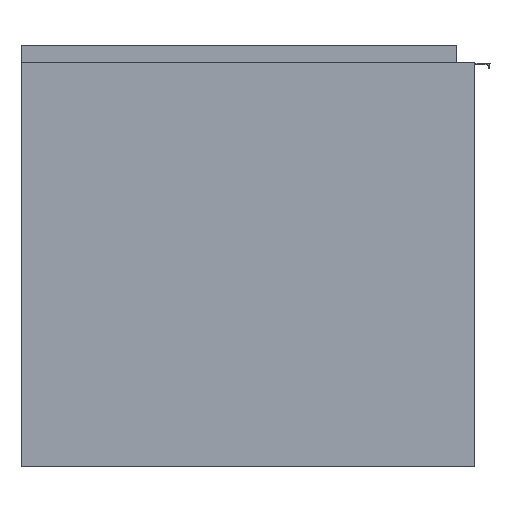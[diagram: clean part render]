
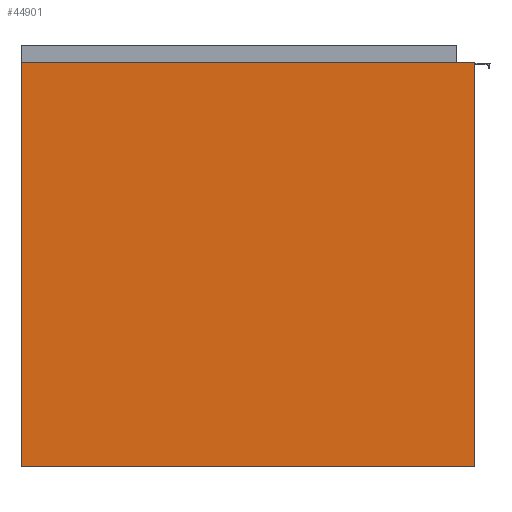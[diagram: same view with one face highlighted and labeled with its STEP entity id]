
A CAD part, left-side view. The second image highlights one B-rep face of the part: STEP entity #44901.
In plain terms, the highlighted planar face has unit normal (-1, 0, 0).
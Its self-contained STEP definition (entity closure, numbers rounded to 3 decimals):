
#5481=FACE_OUTER_BOUND('',#8180,.T.);
#8180=EDGE_LOOP('',(#39448,#39449,#39450,#39451));
#12852=LINE('',#72979,#17465);
#12856=LINE('',#72987,#17469);
#12859=LINE('',#72993,#17472);
#12862=LINE('',#72998,#17475);
#17465=VECTOR('',#59953,462.);
#17469=VECTOR('',#59959,412.);
#17472=VECTOR('',#59964,462.);
#17475=VECTOR('',#59969,412.);
#21531=VERTEX_POINT('',#72977);
#21532=VERTEX_POINT('',#72978);
#21535=VERTEX_POINT('',#72986);
#21537=VERTEX_POINT('',#72992);
#27578=EDGE_CURVE('',#21531,#21532,#12852,.T.);
#27582=EDGE_CURVE('',#21535,#21531,#12856,.T.);
#27585=EDGE_CURVE('',#21537,#21535,#12859,.T.);
#27588=EDGE_CURVE('',#21532,#21537,#12862,.T.);
#39448=ORIENTED_EDGE('',*,*,#27588,.F.);
#39449=ORIENTED_EDGE('',*,*,#27578,.F.);
#39450=ORIENTED_EDGE('',*,*,#27582,.F.);
#39451=ORIENTED_EDGE('',*,*,#27585,.F.);
#42784=PLANE('',#48597);
#44901=ADVANCED_FACE('',(#5481),#42784,.F.);
#48597=AXIS2_PLACEMENT_3D('',#73001,#59973,#59974);
#59953=DIRECTION('',(0.,1.,0.));
#59959=DIRECTION('',(0.,0.,-1.));
#59964=DIRECTION('',(0.,-1.,0.));
#59969=DIRECTION('',(0.,0.,1.));
#59973=DIRECTION('center_axis',(1.,0.,0.));
#59974=DIRECTION('ref_axis',(0.,0.,-1.));
#72977=CARTESIAN_POINT('',(0.,0.,0.));
#72978=CARTESIAN_POINT('',(0.,462.,0.));
#72979=CARTESIAN_POINT('',(0.,0.,0.));
#72986=CARTESIAN_POINT('',(0.,0.,412.));
#72987=CARTESIAN_POINT('',(0.,0.,412.));
#72992=CARTESIAN_POINT('',(0.,462.,412.));
#72993=CARTESIAN_POINT('',(0.,462.,412.));
#72998=CARTESIAN_POINT('',(0.,462.,0.));
#73001=CARTESIAN_POINT('Origin',(0.,231.,206.));
